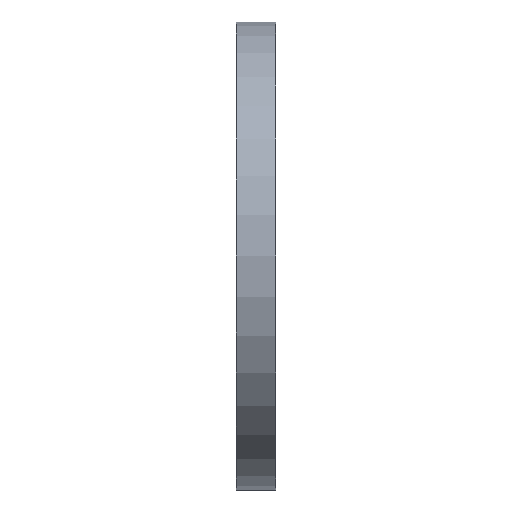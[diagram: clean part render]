
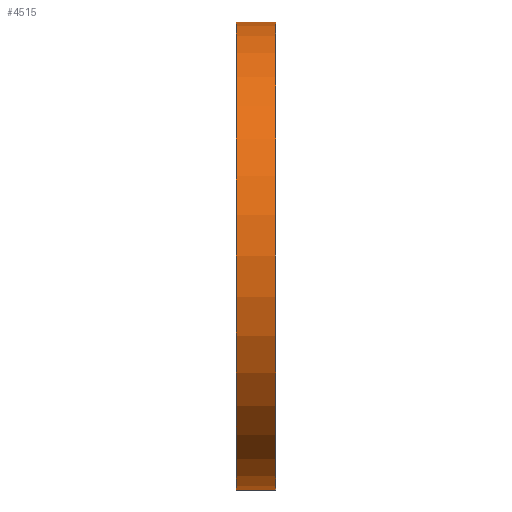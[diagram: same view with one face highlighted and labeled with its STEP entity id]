
A CAD part, left-side view. The second image highlights one B-rep face of the part: STEP entity #4515.
In plain terms, the highlighted cylindrical face has radius 24 mm (diameter 48 mm), a partial arc.
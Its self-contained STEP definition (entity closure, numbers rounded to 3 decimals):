
#131 = LINE ( 'NONE', #7186, #10187 ) ;
#1367 = CARTESIAN_POINT ( 'NONE',  ( 0., 2., 0. ) ) ;
#2001 = VERTEX_POINT ( 'NONE', #5311 ) ;
#2175 = ORIENTED_EDGE ( 'NONE', *, *, #7713, .F. ) ;
#2289 = DIRECTION ( 'NONE',  ( 0., -1., 0. ) ) ;
#2921 = DIRECTION ( 'NONE',  ( 0., 1., 0. ) ) ;
#3319 = DIRECTION ( 'NONE',  ( 0., 0., -1. ) ) ;
#3489 = AXIS2_PLACEMENT_3D ( 'NONE', #11765, #9970, #3319 ) ;
#4515 = ADVANCED_FACE ( 'NONE', ( #11545 ), #5875, .T. ) ;
#4931 = VECTOR ( 'NONE', #6614, 1000. ) ;
#4969 = EDGE_CURVE ( 'NONE', #2001, #4973, #131, .T. ) ;
#4973 = VERTEX_POINT ( 'NONE', #7233 ) ;
#5311 = CARTESIAN_POINT ( 'NONE',  ( 0., 2., -24. ) ) ;
#5434 = CARTESIAN_POINT ( 'NONE',  ( 0., -2., 24. ) ) ;
#5875 = CYLINDRICAL_SURFACE ( 'NONE', #3489, 24. ) ;
#5947 = EDGE_LOOP ( 'NONE', ( #7716, #2175, #10057, #11413 ) ) ;
#6244 = EDGE_CURVE ( 'NONE', #9106, #6987, #7945, .T. ) ;
#6614 = DIRECTION ( 'NONE',  ( 0., -1., 0. ) ) ;
#6987 = VERTEX_POINT ( 'NONE', #5434 ) ;
#7186 = CARTESIAN_POINT ( 'NONE',  ( 0., 2., -24. ) ) ;
#7233 = CARTESIAN_POINT ( 'NONE',  ( 0., -2., -24. ) ) ;
#7713 = EDGE_CURVE ( 'NONE', #2001, #9106, #9457, .T. ) ;
#7716 = ORIENTED_EDGE ( 'NONE', *, *, #6244, .F. ) ;
#7945 = LINE ( 'NONE', #9532, #4931 ) ;
#8090 = CIRCLE ( 'NONE', #10644, 24. ) ;
#8118 = DIRECTION ( 'NONE',  ( 0., 1., 0. ) ) ;
#8701 = CARTESIAN_POINT ( 'NONE',  ( 0., -2., 0. ) ) ;
#9065 = DIRECTION ( 'NONE',  ( 0., 0., 1. ) ) ;
#9106 = VERTEX_POINT ( 'NONE', #10614 ) ;
#9281 = AXIS2_PLACEMENT_3D ( 'NONE', #1367, #8118, #9065 ) ;
#9457 = CIRCLE ( 'NONE', #9281, 24. ) ;
#9532 = CARTESIAN_POINT ( 'NONE',  ( 0., 2., 24. ) ) ;
#9970 = DIRECTION ( 'NONE',  ( 0., -1., 0. ) ) ;
#10053 = EDGE_CURVE ( 'NONE', #4973, #6987, #8090, .T. ) ;
#10057 = ORIENTED_EDGE ( 'NONE', *, *, #4969, .T. ) ;
#10187 = VECTOR ( 'NONE', #2289, 1000. ) ;
#10614 = CARTESIAN_POINT ( 'NONE',  ( 0., 2., 24. ) ) ;
#10644 = AXIS2_PLACEMENT_3D ( 'NONE', #8701, #2921, #12213 ) ;
#11413 = ORIENTED_EDGE ( 'NONE', *, *, #10053, .T. ) ;
#11545 = FACE_OUTER_BOUND ( 'NONE', #5947, .T. ) ;
#11765 = CARTESIAN_POINT ( 'NONE',  ( 0., 2., 0. ) ) ;
#12213 = DIRECTION ( 'NONE',  ( 0., 0., 1. ) ) ;
